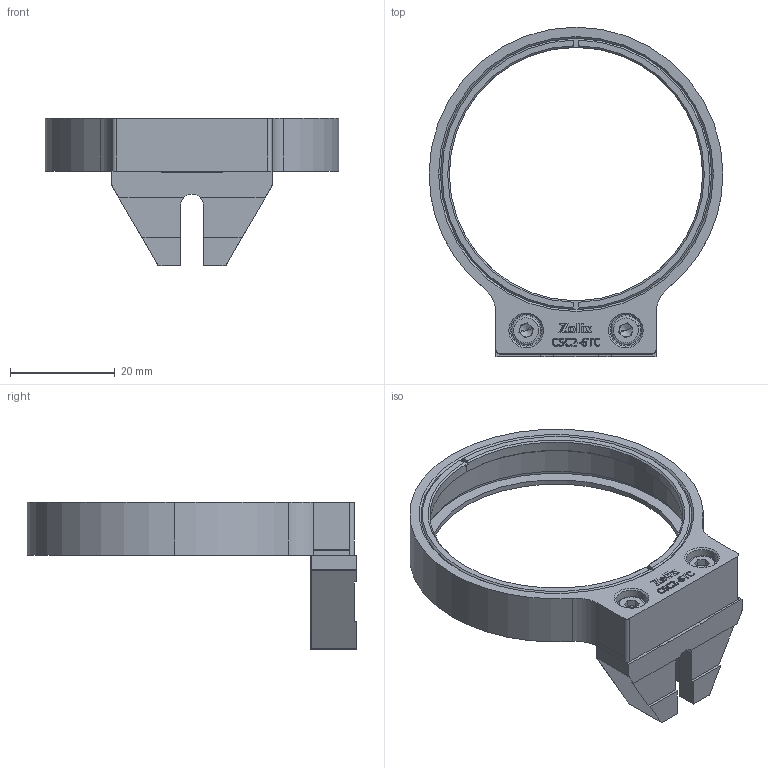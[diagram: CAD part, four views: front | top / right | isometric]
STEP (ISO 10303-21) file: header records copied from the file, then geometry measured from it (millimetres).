
FILE_DESCRIPTION (( 'STEP AP203' ), '1' );
FILE_NAME ('CSC2-6TC.STEP', '2025-11-18T05:58:00', ( '' ), ( '' ), 'SwSTEP 2.0', 'SolidWorks 2020', '' );
FILE_SCHEMA (( 'CONFIG_CONTROL_DESIGN' ));
Length unit declared in the file: millimetre
Products named in the file (1): CSC2-6TC
Bounding box: 56 x 62.8 x 28.1 mm (x, y, z)
Volume: 9322.3 mm3; surface area: 9075.3 mm2
Topology: 5 solids, 5 shells, 472 faces, 1244 edges, 802 vertices
Faces by surface type: plane 283, bspline 87, cylinder 68, cone 34
Entity records: 18685 total; most frequent: CARTESIAN_POINT 7432, ORIENTED_EDGE 2464, DIRECTION 2034, EDGE_CURVE 1232, LINE 866, VECTOR 866, VERTEX_POINT 802, AXIS2_PLACEMENT_3D 584
